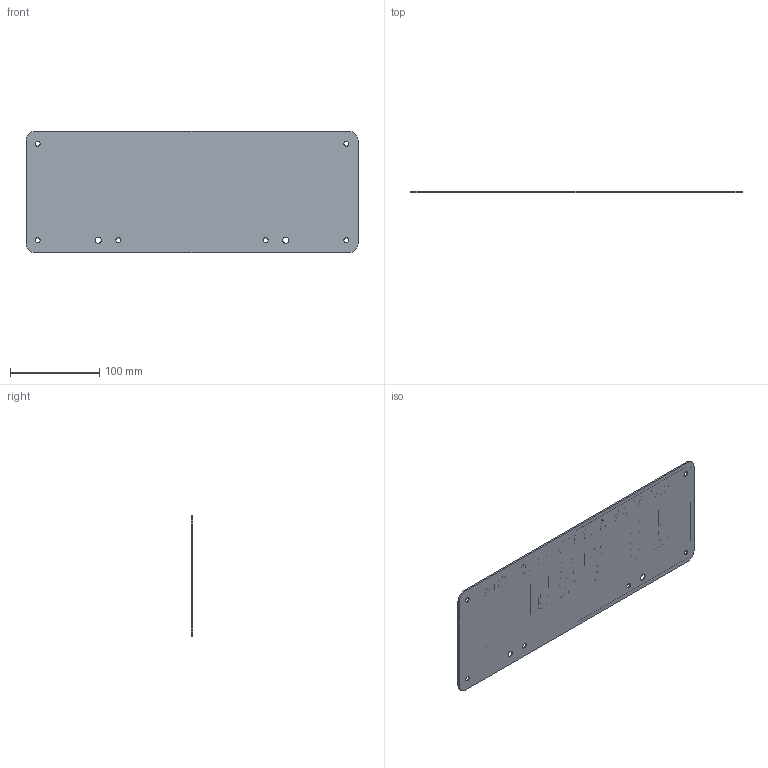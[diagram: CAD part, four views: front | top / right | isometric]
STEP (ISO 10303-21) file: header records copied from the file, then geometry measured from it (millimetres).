
FILE_DESCRIPTION (( 'STEP AP203' ), '1' );
FILE_NAME ('ADR-REG-PLATE_REV_.step', '2025-08-17T04:50:13', ( '' ), ( '' ), 'SwSTEP 2.0', 'SolidWorks 2024', '' );
FILE_SCHEMA (( 'CONFIG_CONTROL_DESIGN' ));
Length unit declared in the file: millimetre
Products named in the file (1): ADR-REG-PLATE_REV_
Bounding box: 372 x 2 x 136 mm (x, y, z)
Volume: 63260.7 mm3; surface area: 106220.4 mm2
Topology: 1 solids, 1 shells, 362 faces, 966 edges, 644 vertices
Faces by surface type: plane 275, bspline 63, cylinder 24
Entity records: 14329 total; most frequent: CARTESIAN_POINT 5556, ORIENTED_EDGE 1932, DIRECTION 1488, EDGE_CURVE 966, LINE 792, VECTOR 792, VERTEX_POINT 644, EDGE_LOOP 416
